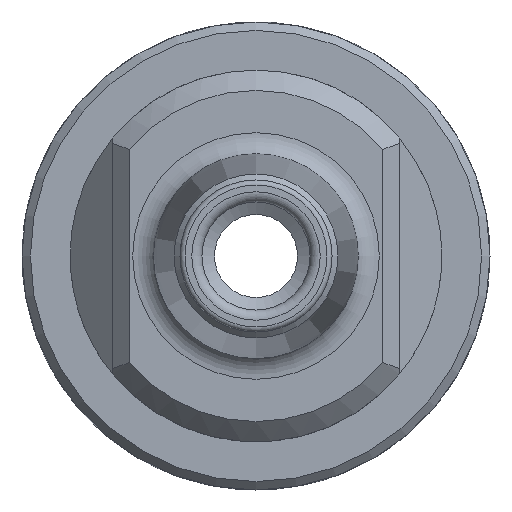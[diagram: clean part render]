
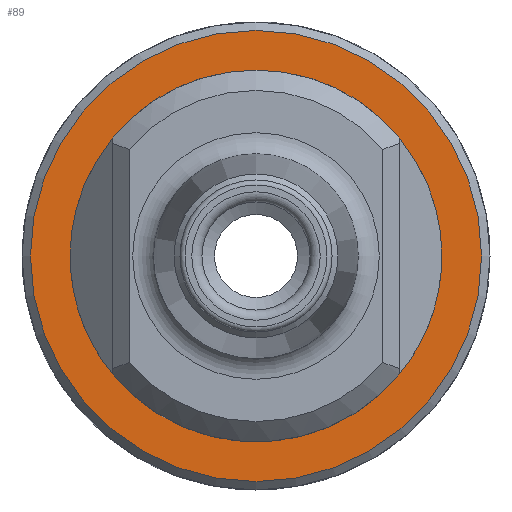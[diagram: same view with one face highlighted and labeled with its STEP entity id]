
A CAD part, left-side view. The second image highlights one B-rep face of the part: STEP entity #89.
In plain terms, the highlighted planar face has unit normal (-1, 0, 0).
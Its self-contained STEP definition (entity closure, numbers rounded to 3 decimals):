
#89 = ADVANCED_FACE( '', ( #228, #229 ), #230, .T. );
#228 = FACE_OUTER_BOUND( '', #453, .T. );
#229 = FACE_BOUND( '', #454, .T. );
#230 = PLANE( '', #455 );
#453 = EDGE_LOOP( '', ( #669 ) );
#454 = EDGE_LOOP( '', ( #670 ) );
#455 = AXIS2_PLACEMENT_3D( '', #671, #672, #673 );
#669 = ORIENTED_EDGE( '', *, *, #1091, .T. );
#670 = ORIENTED_EDGE( '', *, *, #1092, .F. );
#671 = CARTESIAN_POINT( '', ( 23.5, 0., 0. ) );
#672 = DIRECTION( '', ( -1., 0., 0. ) );
#673 = DIRECTION( '', ( 0., 0., 1. ) );
#1091 = EDGE_CURVE( '', #1248, #1248, #1249, .T. );
#1092 = EDGE_CURVE( '', #1250, #1250, #1251, .T. );
#1248 = VERTEX_POINT( '', #1478 );
#1249 = CIRCLE( '', #1479, 13.35 );
#1250 = VERTEX_POINT( '', #1480 );
#1251 = CIRCLE( '', #1481, 10.188 );
#1478 = CARTESIAN_POINT( '', ( 23.5, 0., 13.35 ) );
#1479 = AXIS2_PLACEMENT_3D( '', #1838, #1839, #1840 );
#1480 = CARTESIAN_POINT( '', ( 23.5, -10.188, 0. ) );
#1481 = AXIS2_PLACEMENT_3D( '', #1841, #1842, #1843 );
#1838 = CARTESIAN_POINT( '', ( 23.5, 0., 0. ) );
#1839 = DIRECTION( '', ( -1., 0., 0. ) );
#1840 = DIRECTION( '', ( 0., 0., 1. ) );
#1841 = CARTESIAN_POINT( '', ( 23.5, 0., 0. ) );
#1842 = DIRECTION( '', ( -1., 0., 0. ) );
#1843 = DIRECTION( '', ( 0., -1., 0. ) );
